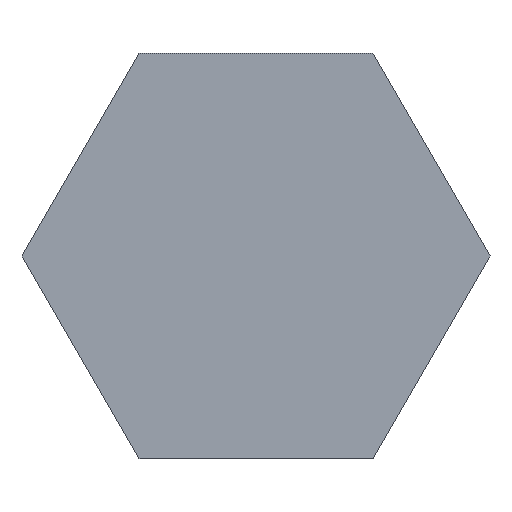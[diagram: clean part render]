
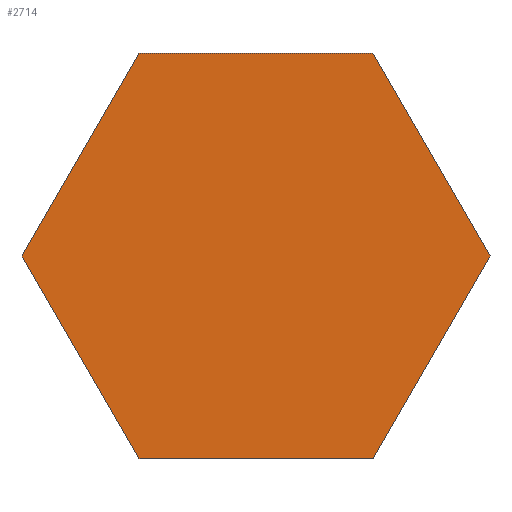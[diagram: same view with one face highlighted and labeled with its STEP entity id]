
A CAD part, front view. The second image highlights one B-rep face of the part: STEP entity #2714.
In plain terms, the highlighted planar face has unit normal (0, -1, 0).
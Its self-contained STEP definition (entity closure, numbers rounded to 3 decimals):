
#95 = VERTEX_POINT ( 'NONE', #3369 ) ;
#103 = VECTOR ( 'NONE', #2891, 1000. ) ;
#178 = EDGE_LOOP ( 'NONE', ( #1558, #354, #2174, #1955, #3172, #1396 ) ) ;
#193 = CARTESIAN_POINT ( 'NONE',  ( 336.881, 80.202, -3.437 ) ) ;
#224 = VERTEX_POINT ( 'NONE', #1580 ) ;
#286 = EDGE_CURVE ( 'NONE', #2634, #95, #3370, .T. ) ;
#354 = ORIENTED_EDGE ( 'NONE', *, *, #1818, .T. ) ;
#519 = EDGE_CURVE ( 'NONE', #224, #2634, #1485, .T. ) ;
#533 = CARTESIAN_POINT ( 'NONE',  ( 336.881, 80.202, 1.643 ) ) ;
#595 = CARTESIAN_POINT ( 'NONE',  ( 336.881, 80.202, -3.437 ) ) ;
#666 = LINE ( 'NONE', #193, #1887 ) ;
#752 = DIRECTION ( 'NONE',  ( 0., 0., 1. ) ) ;
#822 = LINE ( 'NONE', #2628, #103 ) ;
#832 = CARTESIAN_POINT ( 'NONE',  ( 336.881, 80.202, 1.643 ) ) ;
#856 = DIRECTION ( 'NONE',  ( 0., 0., -1. ) ) ;
#929 = EDGE_CURVE ( 'NONE', #95, #1193, #1238, .T. ) ;
#1180 = CARTESIAN_POINT ( 'NONE',  ( 334.682, 80.202, 0.373 ) ) ;
#1193 = VERTEX_POINT ( 'NONE', #2654 ) ;
#1238 = LINE ( 'NONE', #1180, #2750 ) ;
#1270 = CARTESIAN_POINT ( 'NONE',  ( 339.081, 80.202, -2.167 ) ) ;
#1396 = ORIENTED_EDGE ( 'NONE', *, *, #3390, .T. ) ;
#1485 = LINE ( 'NONE', #2091, #2182 ) ;
#1558 = ORIENTED_EDGE ( 'NONE', *, *, #2400, .T. ) ;
#1580 = CARTESIAN_POINT ( 'NONE',  ( 339.081, 80.202, 0.373 ) ) ;
#1614 = CARTESIAN_POINT ( 'NONE',  ( 339.081, 80.202, -2.167 ) ) ;
#1814 = VECTOR ( 'NONE', #752, 1000. ) ;
#1818 = EDGE_CURVE ( 'NONE', #2581, #224, #2534, .T. ) ;
#1887 = VECTOR ( 'NONE', #3317, 1000. ) ;
#1940 = VERTEX_POINT ( 'NONE', #595 ) ;
#1955 = ORIENTED_EDGE ( 'NONE', *, *, #286, .T. ) ;
#1965 = VECTOR ( 'NONE', #3147, 1000. ) ;
#2068 = DIRECTION ( 'NONE',  ( -0.866, 0., 0.5 ) ) ;
#2091 = CARTESIAN_POINT ( 'NONE',  ( 339.081, 80.202, 0.373 ) ) ;
#2140 = PLANE ( 'NONE',  #2693 ) ;
#2174 = ORIENTED_EDGE ( 'NONE', *, *, #519, .T. ) ;
#2177 = FACE_OUTER_BOUND ( 'NONE', #178, .T. ) ;
#2182 = VECTOR ( 'NONE', #2068, 1000. ) ;
#2398 = DIRECTION ( 'NONE',  ( 0., -1., 0. ) ) ;
#2400 = EDGE_CURVE ( 'NONE', #1940, #2581, #666, .T. ) ;
#2475 = DIRECTION ( 'NONE',  ( 0., 0., -1. ) ) ;
#2534 = LINE ( 'NONE', #1270, #1814 ) ;
#2581 = VERTEX_POINT ( 'NONE', #2611 ) ;
#2611 = CARTESIAN_POINT ( 'NONE',  ( 339.081, 80.202, -2.167 ) ) ;
#2628 = CARTESIAN_POINT ( 'NONE',  ( 334.682, 80.202, -2.167 ) ) ;
#2634 = VERTEX_POINT ( 'NONE', #832 ) ;
#2654 = CARTESIAN_POINT ( 'NONE',  ( 334.682, 80.202, -2.167 ) ) ;
#2693 = AXIS2_PLACEMENT_3D ( 'NONE', #1614, #2398, #856 ) ;
#2714 = ADVANCED_FACE ( 'NONE', ( #2177 ), #2140, .T. ) ;
#2750 = VECTOR ( 'NONE', #2475, 1000. ) ;
#2891 = DIRECTION ( 'NONE',  ( 0.866, 0., -0.5 ) ) ;
#3147 = DIRECTION ( 'NONE',  ( -0.866, 0., -0.5 ) ) ;
#3172 = ORIENTED_EDGE ( 'NONE', *, *, #929, .T. ) ;
#3317 = DIRECTION ( 'NONE',  ( 0.866, 0., 0.5 ) ) ;
#3369 = CARTESIAN_POINT ( 'NONE',  ( 334.682, 80.202, 0.373 ) ) ;
#3370 = LINE ( 'NONE', #533, #1965 ) ;
#3390 = EDGE_CURVE ( 'NONE', #1193, #1940, #822, .T. ) ;
